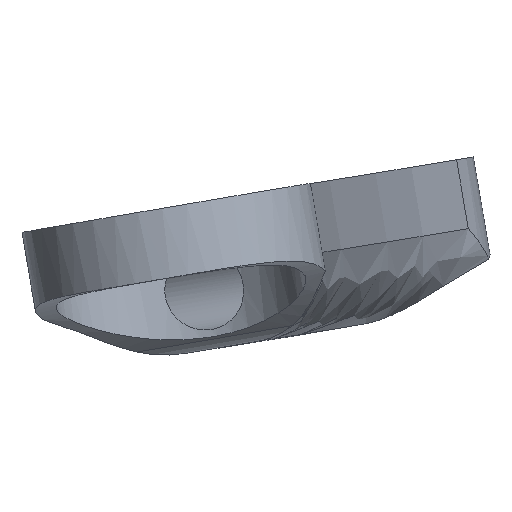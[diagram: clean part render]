
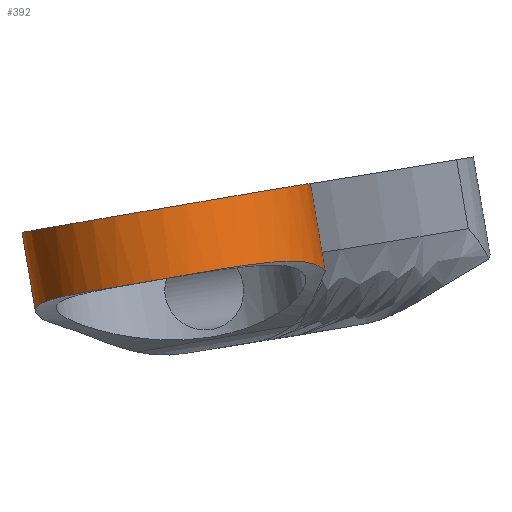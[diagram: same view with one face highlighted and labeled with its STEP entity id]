
A CAD part, top view. The second image highlights one B-rep face of the part: STEP entity #392.
In plain terms, the highlighted cylindrical face has radius 21 mm (diameter 42 mm), a partial arc.
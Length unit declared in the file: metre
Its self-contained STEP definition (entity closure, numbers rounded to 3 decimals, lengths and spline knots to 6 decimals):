
#31=CIRCLE('',#419,0.021);
#52=LINE('',#1476,#59);
#53=LINE('',#1487,#60);
#59=VECTOR('',#480,1.);
#60=VECTOR('',#481,1.);
#130=ORIENTED_EDGE('',*,*,#179,.F.);
#131=ORIENTED_EDGE('',*,*,#178,.F.);
#132=ORIENTED_EDGE('',*,*,#171,.T.);
#133=ORIENTED_EDGE('',*,*,#197,.T.);
#134=ORIENTED_EDGE('',*,*,#187,.T.);
#135=ORIENTED_EDGE('',*,*,#196,.F.);
#136=ORIENTED_EDGE('',*,*,#167,.T.);
#137=ORIENTED_EDGE('',*,*,#180,.F.);
#167=EDGE_CURVE('',#216,#215,#254,.T.);
#171=EDGE_CURVE('',#219,#220,#257,.T.);
#178=EDGE_CURVE('',#219,#225,#263,.T.);
#179=EDGE_CURVE('',#225,#226,#264,.T.);
#180=EDGE_CURVE('',#226,#215,#265,.T.);
#187=EDGE_CURVE('',#232,#231,#31,.T.);
#196=EDGE_CURVE('',#216,#231,#52,.T.);
#197=EDGE_CURVE('',#220,#232,#53,.T.);
#215=VERTEX_POINT('',#894);
#216=VERTEX_POINT('',#909);
#219=VERTEX_POINT('',#1228);
#220=VERTEX_POINT('',#1229);
#225=VERTEX_POINT('',#1304);
#226=VERTEX_POINT('',#1325);
#231=VERTEX_POINT('',#1444);
#232=VERTEX_POINT('',#1446);
#254=B_SPLINE_CURVE_WITH_KNOTS('',3,(#895,#896,#897,#898,#899,#900,#901,
#902,#903,#904,#905,#906,#907,#908),.UNSPECIFIED.,.F.,.F.,(4,1,1,1,1,1,
1,1,1,1,1,4),(0.,0.125,0.25,0.375,0.4375,0.46875,0.5,0.53125,0.5625,0.625,
0.75,1.),.UNSPECIFIED.);
#257=B_SPLINE_CURVE_WITH_KNOTS('',3,(#1214,#1215,#1216,#1217,#1218,#1219,
#1220,#1221,#1222,#1223,#1224,#1225,#1226,#1227),.UNSPECIFIED.,.F.,.F.,
(4,1,1,1,1,1,1,1,1,1,1,4),(0.,0.25,0.375,0.4375,0.46875,0.5,0.53125,0.5625,
0.625,0.75,0.875,1.),.UNSPECIFIED.);
#263=B_SPLINE_CURVE_WITH_KNOTS('',3,(#1299,#1300,#1301,#1302,#1303),
 .UNSPECIFIED.,.F.,.F.,(4,1,4),(0.031942,0.033018,0.034093),
 .UNSPECIFIED.);
#264=B_SPLINE_CURVE_WITH_KNOTS('',3,(#1305,#1306,#1307,#1308,#1309,#1310,
#1311,#1312,#1313,#1314,#1315,#1316,#1317,#1318,#1319,#1320,#1321,#1322,
#1323,#1324),.UNSPECIFIED.,.F.,.F.,(4,1,1,1,1,1,1,1,1,1,1,1,1,1,1,1,1,4),
(0.,0.004125,0.00825,0.012375,0.0165,
0.02475,0.028875,0.033,0.037125,
0.04125,0.043313,0.045375,0.047438,
0.0495,0.053625,0.05775,0.061875,
0.066),.UNSPECIFIED.);
#265=B_SPLINE_CURVE_WITH_KNOTS('',3,(#1326,#1327,#1328,#1329,#1330),
 .UNSPECIFIED.,.F.,.F.,(4,1,4),(0.100076,0.10115,0.102224),
 .UNSPECIFIED.);
#304=EDGE_LOOP('',(#130,#131,#132,#133,#134,#135,#136,#137));
#351=FACE_BOUND('',#304,.T.);
#370=CYLINDRICAL_SURFACE('',#439,0.021);
#392=ADVANCED_FACE('',(#351),#370,.T.);
#419=AXIS2_PLACEMENT_3D('',#1445,#463,#464);
#439=AXIS2_PLACEMENT_3D('',#1549,#507,#508);
#463=DIRECTION('',(0.168,-0.986,0.));
#464=DIRECTION('',(0.966,0.165,0.197));
#480=DIRECTION('',(-0.168,0.986,0.));
#481=DIRECTION('',(-0.168,0.986,0.));
#507=DIRECTION('',(-0.168,0.986,0.));
#508=DIRECTION('',(-0.966,-0.165,-0.197));
#894=CARTESIAN_POINT('',(0.013083,-0.108824,0.245052));
#895=CARTESIAN_POINT('',(0.014109,-0.105741,0.241361));
#896=CARTESIAN_POINT('',(0.014034,-0.105917,0.241556));
#897=CARTESIAN_POINT('',(0.013898,-0.106245,0.241927));
#898=CARTESIAN_POINT('',(0.013735,-0.106668,0.242414));
#899=CARTESIAN_POINT('',(0.013628,-0.106967,0.242765));
#900=CARTESIAN_POINT('',(0.013567,-0.107143,0.242973));
#901=CARTESIAN_POINT('',(0.013533,-0.107242,0.243091));
#902=CARTESIAN_POINT('',(0.013517,-0.107292,0.24315));
#903=CARTESIAN_POINT('',(0.013476,-0.107414,0.243297));
#904=CARTESIAN_POINT('',(0.013433,-0.10755,0.24346));
#905=CARTESIAN_POINT('',(0.013357,-0.107793,0.243755));
#906=CARTESIAN_POINT('',(0.013224,-0.108248,0.244317));
#907=CARTESIAN_POINT('',(0.013134,-0.108604,0.244768));
#908=CARTESIAN_POINT('',(0.013083,-0.108824,0.245052));
#909=CARTESIAN_POINT('',(0.014109,-0.105741,0.241361));
#1214=CARTESIAN_POINT('',(0.053475,-0.101943,0.253287));
#1215=CARTESIAN_POINT('',(0.053469,-0.101733,0.252991));
#1216=CARTESIAN_POINT('',(0.05345,-0.101395,0.252518));
#1217=CARTESIAN_POINT('',(0.053403,-0.100971,0.25192));
#1218=CARTESIAN_POINT('',(0.053372,-0.100746,0.251603));
#1219=CARTESIAN_POINT('',(0.053354,-0.100621,0.251427));
#1220=CARTESIAN_POINT('',(0.053336,-0.100509,0.251269));
#1221=CARTESIAN_POINT('',(0.053328,-0.100463,0.251204));
#1222=CARTESIAN_POINT('',(0.053312,-0.100372,0.251076));
#1223=CARTESIAN_POINT('',(0.053283,-0.100212,0.250849));
#1224=CARTESIAN_POINT('',(0.053228,-0.099941,0.250466));
#1225=CARTESIAN_POINT('',(0.053137,-0.099561,0.249927));
#1226=CARTESIAN_POINT('',(0.053056,-0.099269,0.249512));
#1227=CARTESIAN_POINT('',(0.053009,-0.099114,0.249291));
#1228=CARTESIAN_POINT('',(0.053475,-0.101943,0.253287));
#1229=CARTESIAN_POINT('',(0.053009,-0.099114,0.249291));
#1299=CARTESIAN_POINT('',(0.053475,-0.101943,0.253287));
#1300=CARTESIAN_POINT('',(0.053426,-0.101855,0.25363));
#1301=CARTESIAN_POINT('',(0.05331,-0.101685,0.254317));
#1302=CARTESIAN_POINT('',(0.053162,-0.10153,0.255003));
#1303=CARTESIAN_POINT('',(0.053079,-0.101456,0.255346));
#1304=CARTESIAN_POINT('',(0.053079,-0.101456,0.255346));
#1305=CARTESIAN_POINT('',(0.053079,-0.101456,0.255346));
#1306=CARTESIAN_POINT('',(0.05276,-0.101171,0.256673));
#1307=CARTESIAN_POINT('',(0.051896,-0.100725,0.259244));
#1308=CARTESIAN_POINT('',(0.049871,-0.100408,0.262907));
#1309=CARTESIAN_POINT('',(0.047242,-0.100434,0.266093));
#1310=CARTESIAN_POINT('',(0.04295,-0.100851,0.269649));
#1311=CARTESIAN_POINT('',(0.037841,-0.10168,0.271801));
#1312=CARTESIAN_POINT('',(0.032367,-0.102626,0.272344));
#1313=CARTESIAN_POINT('',(0.028315,-0.103324,0.271936));
#1314=CARTESIAN_POINT('',(0.024355,-0.103991,0.270709));
#1315=CARTESIAN_POINT('',(0.021371,-0.10449,0.26908));
#1316=CARTESIAN_POINT('',(0.019166,-0.104874,0.267408));
#1317=CARTESIAN_POINT('',(0.017669,-0.105148,0.266014));
#1318=CARTESIAN_POINT('',(0.016316,-0.105417,0.264482));
#1319=CARTESIAN_POINT('',(0.014703,-0.10578,0.262231));
#1320=CARTESIAN_POINT('',(0.013157,-0.106236,0.259194));
#1321=CARTESIAN_POINT('',(0.012057,-0.106851,0.255187));
#1322=CARTESIAN_POINT('',(0.011796,-0.107545,0.251126));
#1323=CARTESIAN_POINT('',(0.012168,-0.108086,0.248398));
#1324=CARTESIAN_POINT('',(0.012488,-0.108371,0.24707));
#1325=CARTESIAN_POINT('',(0.012488,-0.108371,0.24707));
#1326=CARTESIAN_POINT('',(0.012488,-0.108371,0.24707));
#1327=CARTESIAN_POINT('',(0.01257,-0.108445,0.246728));
#1328=CARTESIAN_POINT('',(0.012752,-0.108594,0.246049));
#1329=CARTESIAN_POINT('',(0.012967,-0.108747,0.245382));
#1330=CARTESIAN_POINT('',(0.013083,-0.108824,0.245052));
#1444=CARTESIAN_POINT('',(0.01243,-0.095883,0.241361));
#1445=CARTESIAN_POINT('',(0.030714,-0.092768,0.251208));
#1446=CARTESIAN_POINT('',(0.05133,-0.089256,0.249291));
#1476=CARTESIAN_POINT('',(0.015957,-0.116585,0.241361));
#1487=CARTESIAN_POINT('',(0.054856,-0.109958,0.249291));
#1549=CARTESIAN_POINT('',(0.034241,-0.11347,0.251208));
